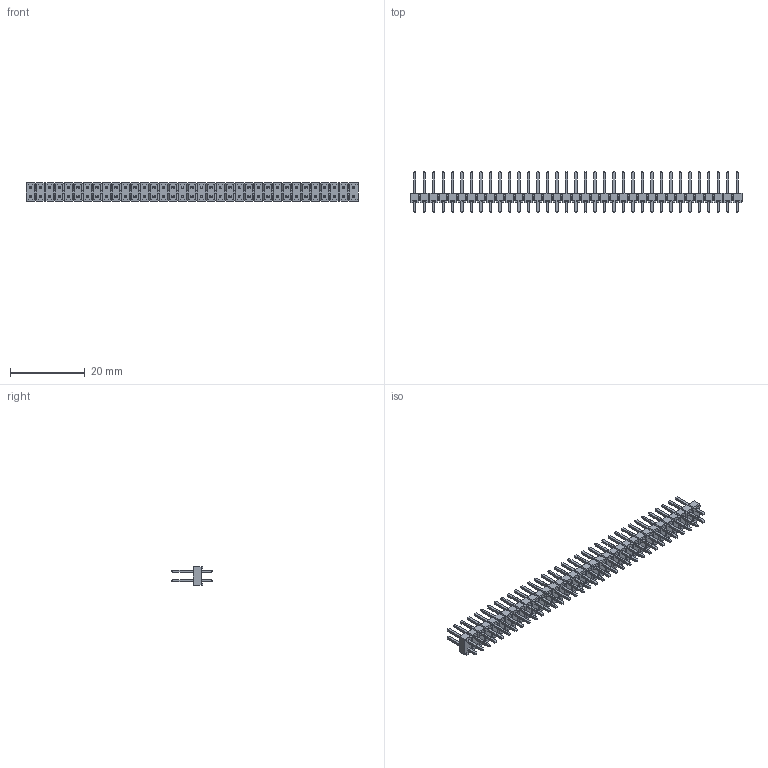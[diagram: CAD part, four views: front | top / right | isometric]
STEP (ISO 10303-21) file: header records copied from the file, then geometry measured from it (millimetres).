
FILE_DESCRIPTION(/* description */ ('STEP AP214'),/* implementation_level */ '2;1');
FILE_NAME(/* name */ 'TSW-135-07-L-D',/* time_stamp */ '2025-10-18T11:48:12+02:00',/* author */ ('License CC BY-ND 4.0'),/* organization */ ('CADENAS'),/* preprocessor_version */ 'ST-DEVELOPER v19.3',/* originating_system */ 'PARTsolutions',/* authorisation */ ' ');
FILE_SCHEMA (('AUTOMOTIVE_DESIGN {1 0 10303 214 3 1 1}'));
Products named in the file (3): TSW-135-07-L-D; TSW-135-07-L-D_body; T-1S6-07-TSW-1-07-35-D
Assembly tree (2 placements, depth 2):
  TSW-135-07-L-D
    TSW-135-07-L-D_body
    T-1S6-07-TSW-1-07-35-D
Bounding box: 88.9 x 10.92 x 5.08 mm (x, y, z)
Volume: 1152.7 mm3; surface area: 4401.8 mm2
Topology: 2 solids, 2 shells, 2928 faces, 7316 edges, 4464 vertices
Faces by surface type: plane 2928
Entity records: 84214 total; most frequent: CARTESIAN_POINT 14711, ORIENTED_EDGE 14632, DIRECTION 13178, EDGE_CURVE 7316, LINE 7316, VECTOR 7316, VERTEX_POINT 4464, EDGE_LOOP 3208
